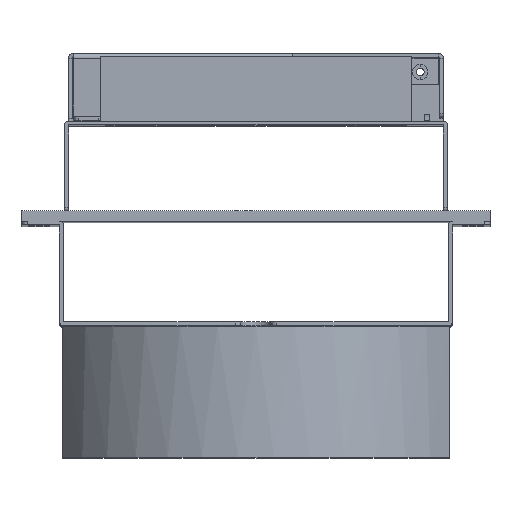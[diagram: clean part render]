
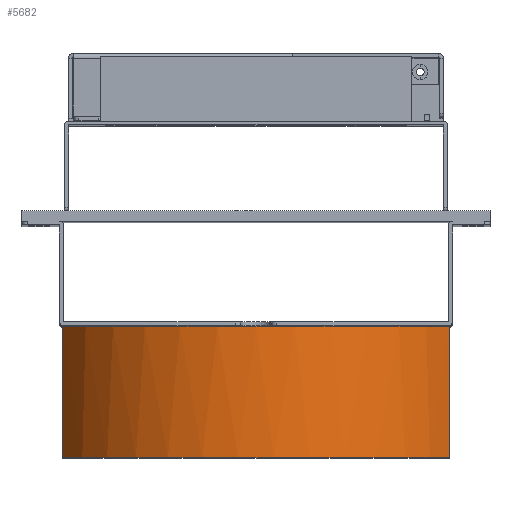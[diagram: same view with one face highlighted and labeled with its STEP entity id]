
A CAD part, top view. The second image highlights one B-rep face of the part: STEP entity #5682.
In plain terms, the highlighted cylindrical face has radius 86 mm (diameter 172 mm), a partial arc.
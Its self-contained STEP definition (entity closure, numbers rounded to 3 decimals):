
#1298=CARTESIAN_POINT('',(0.,-40.5,0.));
#1299=DIRECTION('',(0.,-1.,0.));
#1300=DIRECTION('',(0.866,0.,0.5));
#1301=AXIS2_PLACEMENT_3D('',#1298,#1299,#1300);
#1303=DIRECTION('',(0.,1.,0.));
#1304=VECTOR('',#1303,50.8);
#1305=CARTESIAN_POINT('',(75.,-91.3,42.083));
#1306=LINE('',#1305,#1304);
#1356=CARTESIAN_POINT('',(0.,-40.5,0.));
#1357=DIRECTION('',(0.,-1.,0.));
#1358=DIRECTION('',(-0.866,0.,0.5));
#1359=AXIS2_PLACEMENT_3D('',#1356,#1357,#1358);
#1410=CARTESIAN_POINT('',(0.,-40.5,0.));
#1411=DIRECTION('',(0.,-1.,0.));
#1412=DIRECTION('',(0.872,0.,0.489));
#1413=AXIS2_PLACEMENT_3D('',#1410,#1411,#1412);
#2312=DIRECTION('',(0.,1.,0.));
#2313=VECTOR('',#2312,50.8);
#2314=CARTESIAN_POINT('',(-75.,-91.3,42.083));
#2315=LINE('',#2314,#2313);
#2316=CARTESIAN_POINT('',(0.,-91.3,0.));
#2317=DIRECTION('',(0.,-1.,0.));
#2318=DIRECTION('',(0.872,0.,0.489));
#2319=AXIS2_PLACEMENT_3D('',#2316,#2317,#2318);
#3405=CARTESIAN_POINT('',(75.,-91.3,42.083));
#3406=CARTESIAN_POINT('',(-75.,-91.3,42.083));
#3407=VERTEX_POINT('',#3405);
#3408=VERTEX_POINT('',#3406);
#3413=CARTESIAN_POINT('',(-75.,-40.5,42.083));
#3415=VERTEX_POINT('',#3413);
#3418=CARTESIAN_POINT('',(75.,-40.5,42.083));
#3420=VERTEX_POINT('',#3418);
#3786=CARTESIAN_POINT('',(74.5,-40.5,42.962));
#3787=CARTESIAN_POINT('',(-74.5,-40.5,42.962));
#3788=VERTEX_POINT('',#3786);
#3789=VERTEX_POINT('',#3787);
#5664=CARTESIAN_POINT('',(0.,-91.3,0.));
#5665=DIRECTION('',(0.,-1.,0.));
#5666=DIRECTION('',(0.,0.,-1.));
#5667=AXIS2_PLACEMENT_3D('',#5664,#5665,#5666);
#5668=CYLINDRICAL_SURFACE('',#5667,86.);
#5669=ORIENTED_EDGE('',*,*,#5644,.F.);
#5671=ORIENTED_EDGE('',*,*,#5670,.F.);
#5673=ORIENTED_EDGE('',*,*,#5672,.F.);
#5675=ORIENTED_EDGE('',*,*,#5674,.T.);
#5677=ORIENTED_EDGE('',*,*,#5676,.T.);
#5679=ORIENTED_EDGE('',*,*,#5678,.F.);
#5680=EDGE_LOOP('',(#5669,#5671,#5673,#5675,#5677,#5679));
#5681=FACE_OUTER_BOUND('',#5680,.F.);
#5682=ADVANCED_FACE('',(#5681),#5668,.T.);
#1302=CIRCLE('',#1301,86.);
#1360=CIRCLE('',#1359,86.);
#1414=CIRCLE('',#1413,86.);
#2320=CIRCLE('',#2319,86.);
#5644=EDGE_CURVE('',#3788,#3789,#1302,.T.);
#5670=EDGE_CURVE('',#3420,#3788,#1414,.T.);
#5672=EDGE_CURVE('',#3407,#3420,#1306,.T.);
#5674=EDGE_CURVE('',#3407,#3408,#2320,.T.);
#5676=EDGE_CURVE('',#3408,#3415,#2315,.T.);
#5678=EDGE_CURVE('',#3789,#3415,#1360,.T.);
